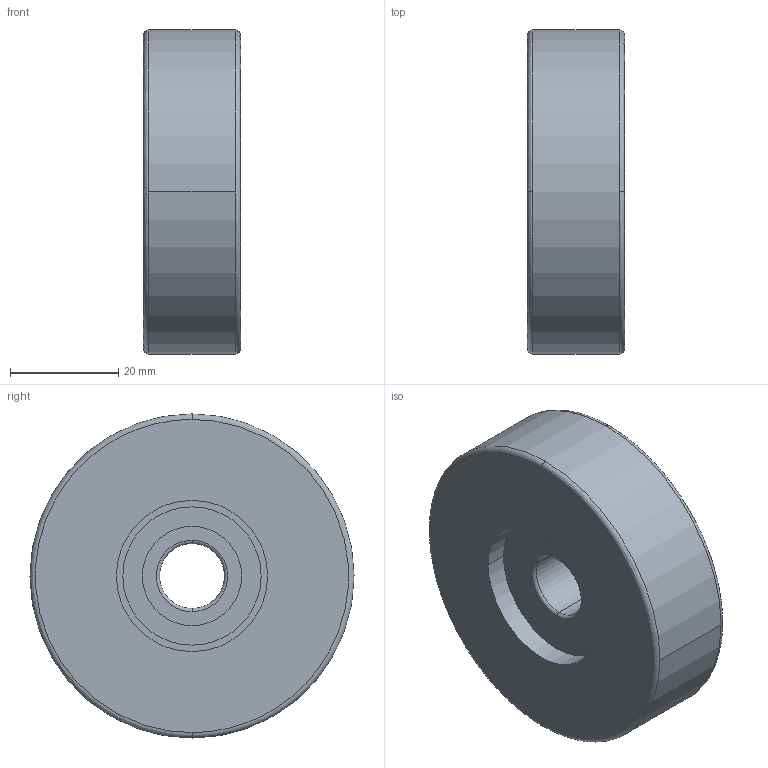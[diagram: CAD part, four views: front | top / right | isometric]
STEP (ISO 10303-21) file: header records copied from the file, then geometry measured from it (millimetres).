
FILE_DESCRIPTION (( 'STEP AP214' ), '1' );
FILE_NAME ('0030771.step', '2022-11-30T09:34:57', ( '' ), ( '' ), 'SwSTEP 2.0', 'SolidWorks 2020', '' );
FILE_SCHEMA (( 'AUTOMOTIVE_DESIGN' ));
Length unit declared in the file: millimetre
Products named in the file (1): 0030771
Bounding box: 18 x 60 x 60 mm (x, y, z)
Volume: 42586.7 mm3; surface area: 12491.8 mm2
Topology: 3 solids, 3 shells, 75 faces, 246 edges, 145 vertices
Faces by surface type: bspline 41, cylinder 24, plane 10
Entity records: 3603 total; most frequent: CARTESIAN_POINT 1724, ORIENTED_EDGE 444, DIRECTION 330, EDGE_CURVE 222, AXIS2_PLACEMENT_3D 153, VERTEX_POINT 145, CIRCLE 118, EDGE_LOOP 85
